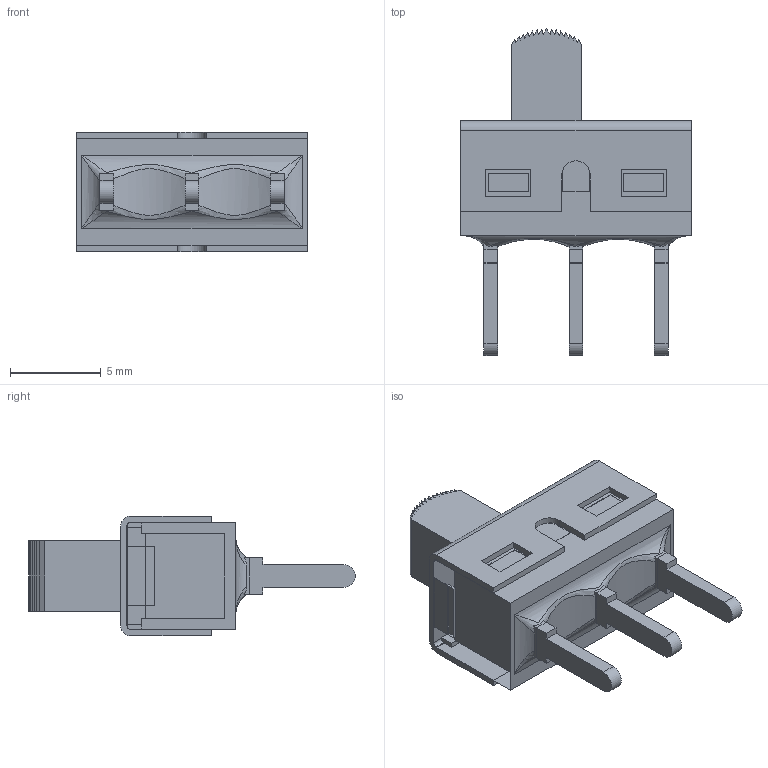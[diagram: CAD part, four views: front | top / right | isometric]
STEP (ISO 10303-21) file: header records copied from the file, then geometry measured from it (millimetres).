
FILE_DESCRIPTION (( 'STEP AP214' ), '1' );
FILE_NAME ('500SSP1S1M2REA.STEP', '2023-03-06T17:53:03', ( '' ), ( '' ), 'SwSTEP 2.0', 'SolidWorks 2021', '' );
FILE_SCHEMA (( 'AUTOMOTIVE_DESIGN' ));
Length unit declared in the file: inch
Products named in the file (1): 500SSP1S1M2REA
Bounding box: 12.7 x 18.03 x 6.6 mm (x, y, z)
Volume: 360.8 mm3; surface area: 1311.9 mm2
Topology: 7 solids, 7 shells, 222 faces, 603 edges, 404 vertices
Faces by surface type: plane 189, cylinder 23, bspline 8, cone 2
Entity records: 7980 total; most frequent: CARTESIAN_POINT 2339, ORIENTED_EDGE 1206, DIRECTION 1015, EDGE_CURVE 603, LINE 505, VECTOR 505, VERTEX_POINT 404, AXIS2_PLACEMENT_3D 255
